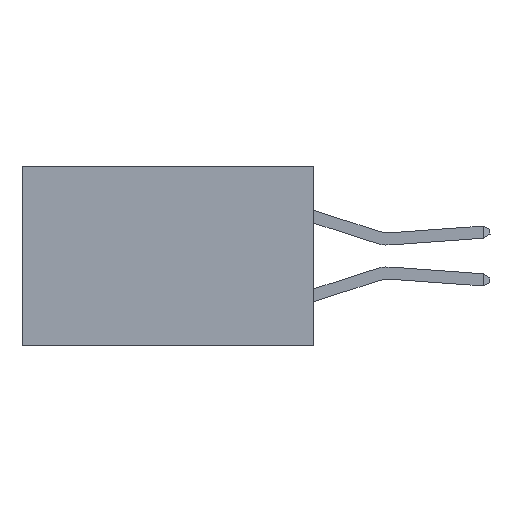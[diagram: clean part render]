
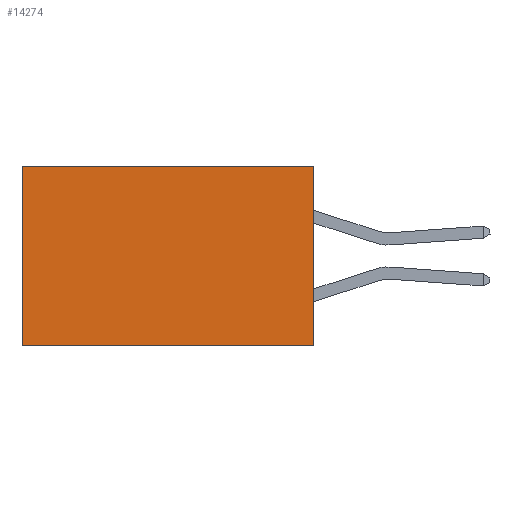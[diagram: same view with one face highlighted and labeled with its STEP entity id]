
A CAD part, left-side view. The second image highlights one B-rep face of the part: STEP entity #14274.
In plain terms, the highlighted planar face has unit normal (-1, 0, 0).
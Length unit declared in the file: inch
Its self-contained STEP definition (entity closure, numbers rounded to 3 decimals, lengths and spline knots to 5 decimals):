
#300 = VECTOR ( 'NONE', #4251, 39.37008 ) ;
#708 = LINE ( 'NONE', #1427, #300 ) ;
#834 = EDGE_LOOP ( 'NONE', ( #1012, #13036, #8735, #11556 ) ) ;
#889 = VERTEX_POINT ( 'NONE', #12870 ) ;
#1012 = ORIENTED_EDGE ( 'NONE', *, *, #8882, .T. ) ;
#1427 = CARTESIAN_POINT ( 'NONE',  ( 0.2875, 0.6, 0. ) ) ;
#1835 = CARTESIAN_POINT ( 'NONE',  ( 0.2875, 0.6, 0. ) ) ;
#2427 = PLANE ( 'NONE',  #4044 ) ;
#2646 = CARTESIAN_POINT ( 'NONE',  ( 0.2875, 0., -0.37 ) ) ;
#3116 = LINE ( 'NONE', #14484, #6950 ) ;
#3803 = DIRECTION ( 'NONE',  ( 0., 0., -1. ) ) ;
#3857 = CARTESIAN_POINT ( 'NONE',  ( 0.2875, 0., 0. ) ) ;
#4044 = AXIS2_PLACEMENT_3D ( 'NONE', #3857, #13964, #3803 ) ;
#4251 = DIRECTION ( 'NONE',  ( 0., 0., -1. ) ) ;
#4743 = LINE ( 'NONE', #2646, #8541 ) ;
#4920 = VERTEX_POINT ( 'NONE', #1835 ) ;
#5538 = LINE ( 'NONE', #7096, #11909 ) ;
#5926 = DIRECTION ( 'NONE',  ( 0., 0., -1. ) ) ;
#6390 = CARTESIAN_POINT ( 'NONE',  ( 0.2875, 0., 0. ) ) ;
#6881 = DIRECTION ( 'NONE',  ( 0., 1., 0. ) ) ;
#6950 = VECTOR ( 'NONE', #6881, 39.37008 ) ;
#7096 = CARTESIAN_POINT ( 'NONE',  ( 0.2875, 0., 0. ) ) ;
#7456 = VERTEX_POINT ( 'NONE', #6390 ) ;
#7822 = EDGE_CURVE ( 'NONE', #7456, #4920, #3116, .T. ) ;
#7916 = EDGE_CURVE ( 'NONE', #7456, #14948, #5538, .T. ) ;
#8541 = VECTOR ( 'NONE', #12979, 39.37008 ) ;
#8735 = ORIENTED_EDGE ( 'NONE', *, *, #7916, .F. ) ;
#8882 = EDGE_CURVE ( 'NONE', #4920, #889, #708, .T. ) ;
#11556 = ORIENTED_EDGE ( 'NONE', *, *, #7822, .T. ) ;
#11909 = VECTOR ( 'NONE', #5926, 39.37008 ) ;
#12870 = CARTESIAN_POINT ( 'NONE',  ( 0.2875, 0.6, -0.37 ) ) ;
#12979 = DIRECTION ( 'NONE',  ( 0., 1., 0. ) ) ;
#13036 = ORIENTED_EDGE ( 'NONE', *, *, #13063, .F. ) ;
#13063 = EDGE_CURVE ( 'NONE', #14948, #889, #4743, .T. ) ;
#13964 = DIRECTION ( 'NONE',  ( 1., 0., 0. ) ) ;
#14069 = FACE_OUTER_BOUND ( 'NONE', #834, .T. ) ;
#14274 = ADVANCED_FACE ( 'NONE', ( #14069 ), #2427, .F. ) ;
#14484 = CARTESIAN_POINT ( 'NONE',  ( 0.2875, 0., 0. ) ) ;
#14948 = VERTEX_POINT ( 'NONE', #15184 ) ;
#15184 = CARTESIAN_POINT ( 'NONE',  ( 0.2875, 0., -0.37 ) ) ;
